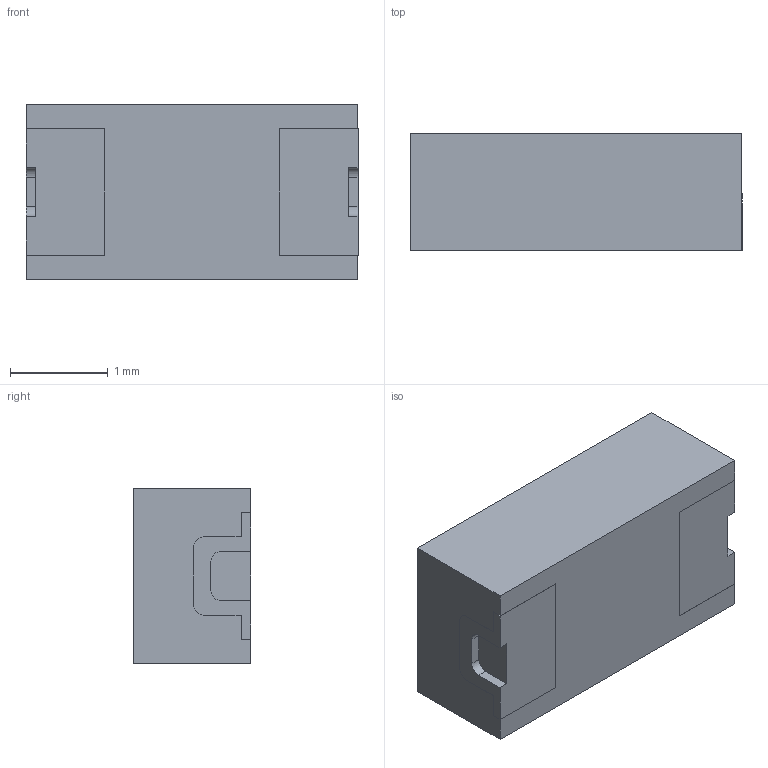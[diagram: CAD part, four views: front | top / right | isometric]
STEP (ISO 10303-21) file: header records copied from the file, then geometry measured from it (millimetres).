
FILE_DESCRIPTION (( 'STEP AP214' ), '1' );
FILE_NAME ('CTS_TCBFD_3216_L3.4W1.8H1.2S0.8F1.3.STEP', '2021-09-20T14:43:13', ( '' ), ( '' ), 'SwSTEP 2.0', 'SolidWorks 2020', '' );
FILE_SCHEMA (( 'AUTOMOTIVE_DESIGN' ));
Length unit declared in the file: millimetre
Products named in the file (1): CTS_TCBFD_3216_L3.4W1.8H1.2S0.8F1.3
Bounding box: 3.4 x 1.21 x 1.8 mm (x, y, z)
Volume: 7.3 mm3; surface area: 26.3 mm2
Topology: 4 solids, 4 shells, 107 faces, 293 edges, 194 vertices
Faces by surface type: plane 99, cylinder 8
Entity records: 3854 total; most frequent: CARTESIAN_POINT 595, ORIENTED_EDGE 586, DIRECTION 525, EDGE_CURVE 293, VECTOR 277, LINE 277, VERTEX_POINT 194, AXIS2_PLACEMENT_3D 124
